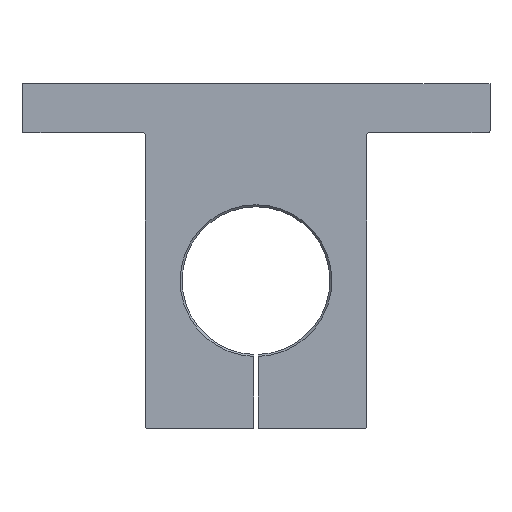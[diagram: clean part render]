
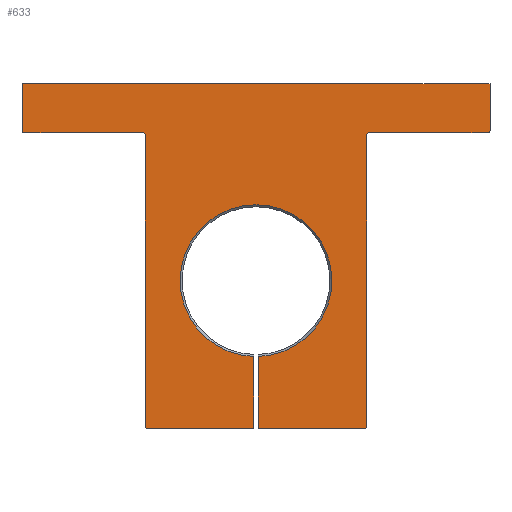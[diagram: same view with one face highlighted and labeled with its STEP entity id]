
A CAD part, front view. The second image highlights one B-rep face of the part: STEP entity #633.
In plain terms, the highlighted planar face has unit normal (0, -1, 0).
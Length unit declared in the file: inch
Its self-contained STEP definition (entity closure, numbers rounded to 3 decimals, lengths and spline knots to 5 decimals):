
#9 = DIRECTION ( 'NONE',  ( 0., 0., -1. ) ) ;
#14 = LINE ( 'NONE', #933, #463 ) ;
#15 = CARTESIAN_POINT ( 'NONE',  ( -0.025, 0., -3.5 ) ) ;
#33 = EDGE_CURVE ( 'NONE', #372, #681, #528, .T. ) ;
#40 = DIRECTION ( 'NONE',  ( 0., 0., 1. ) ) ;
#41 = CARTESIAN_POINT ( 'NONE',  ( 2.375, 0., 0. ) ) ;
#42 = EDGE_CURVE ( 'NONE', #507, #436, #851, .T. ) ;
#59 = AXIS2_PLACEMENT_3D ( 'NONE', #1032, #480, #1018 ) ;
#66 = LINE ( 'NONE', #801, #173 ) ;
#68 = VERTEX_POINT ( 'NONE', #237 ) ;
#69 = EDGE_CURVE ( 'NONE', #996, #1091, #146, .T. ) ;
#88 = EDGE_CURVE ( 'NONE', #372, #838, #172, .T. ) ;
#90 = ORIENTED_EDGE ( 'NONE', *, *, #97, .F. ) ;
#92 = ORIENTED_EDGE ( 'NONE', *, *, #272, .F. ) ;
#93 = CARTESIAN_POINT ( 'NONE',  ( -1.105, 0., -3.5 ) ) ;
#97 = EDGE_CURVE ( 'NONE', #591, #301, #889, .T. ) ;
#113 = AXIS2_PLACEMENT_3D ( 'NONE', #1166, #808, #1172 ) ;
#125 = ORIENTED_EDGE ( 'NONE', *, *, #42, .F. ) ;
#141 = ORIENTED_EDGE ( 'NONE', *, *, #69, .F. ) ;
#146 = LINE ( 'NONE', #41, #427 ) ;
#148 = ORIENTED_EDGE ( 'NONE', *, *, #318, .F. ) ;
#157 = CARTESIAN_POINT ( 'NONE',  ( -2.355, 0., -0.5 ) ) ;
#159 = CARTESIAN_POINT ( 'NONE',  ( -1.105, 0., -3.5 ) ) ;
#170 = ORIENTED_EDGE ( 'NONE', *, *, #33, .F. ) ;
#172 = CIRCLE ( 'NONE', #504, 0.77 ) ;
#173 = VECTOR ( 'NONE', #1165, 39.37008 ) ;
#189 = FACE_OUTER_BOUND ( 'NONE', #1192, .T. ) ;
#214 = VERTEX_POINT ( 'NONE', #159 ) ;
#220 = DIRECTION ( 'NONE',  ( 0., 0., 1. ) ) ;
#221 = CARTESIAN_POINT ( 'NONE',  ( 2.355, 0., -0.5 ) ) ;
#228 = CARTESIAN_POINT ( 'NONE',  ( 0., 0., -2. ) ) ;
#230 = VERTEX_POINT ( 'NONE', #830 ) ;
#232 = LINE ( 'NONE', #613, #761 ) ;
#236 = CARTESIAN_POINT ( 'NONE',  ( -1.125, 0., -3.48 ) ) ;
#237 = CARTESIAN_POINT ( 'NONE',  ( -1.125, 0., -0.52 ) ) ;
#238 = ORIENTED_EDGE ( 'NONE', *, *, #469, .F. ) ;
#241 = VECTOR ( 'NONE', #704, 39.37008 ) ;
#244 = CARTESIAN_POINT ( 'NONE',  ( -0.025, 0., 0.00004 ) ) ;
#248 = ORIENTED_EDGE ( 'NONE', *, *, #88, .T. ) ;
#249 = LINE ( 'NONE', #93, #479 ) ;
#260 = CIRCLE ( 'NONE', #1019, 0.02 ) ;
#265 = CIRCLE ( 'NONE', #1062, 0.02 ) ;
#272 = EDGE_CURVE ( 'NONE', #214, #540, #946, .T. ) ;
#294 = ORIENTED_EDGE ( 'NONE', *, *, #438, .F. ) ;
#298 = VECTOR ( 'NONE', #1066, 39.37008 ) ;
#299 = LINE ( 'NONE', #467, #998 ) ;
#301 = VERTEX_POINT ( 'NONE', #753 ) ;
#313 = DIRECTION ( 'NONE',  ( 0., -1., 0. ) ) ;
#318 = EDGE_CURVE ( 'NONE', #681, #214, #401, .T. ) ;
#319 = DIRECTION ( 'NONE',  ( 0., 0., -1. ) ) ;
#324 = CARTESIAN_POINT ( 'NONE',  ( 2.355, 0., -0.48 ) ) ;
#334 = ORIENTED_EDGE ( 'NONE', *, *, #1128, .T. ) ;
#335 = CARTESIAN_POINT ( 'NONE',  ( -1.125, 0., -0.52 ) ) ;
#347 = CARTESIAN_POINT ( 'NONE',  ( 1.145, 0., -0.5 ) ) ;
#357 = DIRECTION ( 'NONE',  ( 0., 1., 0. ) ) ;
#370 = CARTESIAN_POINT ( 'NONE',  ( -2.355, 0., -0.48 ) ) ;
#372 = VERTEX_POINT ( 'NONE', #495 ) ;
#387 = ORIENTED_EDGE ( 'NONE', *, *, #1143, .F. ) ;
#395 = DIRECTION ( 'NONE',  ( 0., 0., -1. ) ) ;
#396 = DIRECTION ( 'NONE',  ( -1., 0., 0. ) ) ;
#401 = LINE ( 'NONE', #847, #909 ) ;
#418 = ORIENTED_EDGE ( 'NONE', *, *, #607, .F. ) ;
#427 = VECTOR ( 'NONE', #1152, 39.37008 ) ;
#431 = DIRECTION ( 'NONE',  ( 0., 1., 0. ) ) ;
#435 = DIRECTION ( 'NONE',  ( 0., 1., 0. ) ) ;
#436 = VERTEX_POINT ( 'NONE', #221 ) ;
#438 = EDGE_CURVE ( 'NONE', #1187, #937, #232, .T. ) ;
#452 = EDGE_CURVE ( 'NONE', #436, #601, #66, .T. ) ;
#461 = CARTESIAN_POINT ( 'NONE',  ( 1.105, 0., -3.48 ) ) ;
#463 = VECTOR ( 'NONE', #1120, 39.37008 ) ;
#467 = CARTESIAN_POINT ( 'NONE',  ( 2.375, 0., -0.48 ) ) ;
#469 = EDGE_CURVE ( 'NONE', #68, #230, #265, .T. ) ;
#470 = ORIENTED_EDGE ( 'NONE', *, *, #584, .F. ) ;
#473 = DIRECTION ( 'NONE',  ( 0., 0., -1. ) ) ;
#479 = VECTOR ( 'NONE', #729, 39.37008 ) ;
#480 = DIRECTION ( 'NONE',  ( 0., 1., 0. ) ) ;
#495 = CARTESIAN_POINT ( 'NONE',  ( -0.025, 0., -2.76959 ) ) ;
#500 = DIRECTION ( 'NONE',  ( 0., 0., -1. ) ) ;
#504 = AXIS2_PLACEMENT_3D ( 'NONE', #228, #431, #802 ) ;
#507 = VERTEX_POINT ( 'NONE', #792 ) ;
#508 = LINE ( 'NONE', #588, #298 ) ;
#528 = LINE ( 'NONE', #244, #241 ) ;
#540 = VERTEX_POINT ( 'NONE', #236 ) ;
#556 = LINE ( 'NONE', #938, #853 ) ;
#584 = EDGE_CURVE ( 'NONE', #601, #1187, #714, .T. ) ;
#588 = CARTESIAN_POINT ( 'NONE',  ( -2.375, 0., 0. ) ) ;
#591 = VERTEX_POINT ( 'NONE', #157 ) ;
#592 = ORIENTED_EDGE ( 'NONE', *, *, #452, .F. ) ;
#601 = VERTEX_POINT ( 'NONE', #347 ) ;
#607 = EDGE_CURVE ( 'NONE', #779, #873, #249, .T. ) ;
#613 = CARTESIAN_POINT ( 'NONE',  ( 1.125, 0., -3.48 ) ) ;
#618 = EDGE_CURVE ( 'NONE', #937, #779, #260, .T. ) ;
#633 = ADVANCED_FACE ( 'NONE', ( #189 ), #662, .T. ) ;
#648 = DIRECTION ( 'NONE',  ( 0., 0., 1. ) ) ;
#662 = PLANE ( 'NONE',  #962 ) ;
#671 = EDGE_CURVE ( 'NONE', #1091, #507, #299, .T. ) ;
#681 = VERTEX_POINT ( 'NONE', #15 ) ;
#704 = DIRECTION ( 'NONE',  ( 0., 0., -1. ) ) ;
#714 = CIRCLE ( 'NONE', #793, 0.02 ) ;
#729 = DIRECTION ( 'NONE',  ( -1., 0., 0. ) ) ;
#742 = CARTESIAN_POINT ( 'NONE',  ( 1.145, 0., -0.52 ) ) ;
#753 = CARTESIAN_POINT ( 'NONE',  ( -2.375, 0., -0.48 ) ) ;
#759 = AXIS2_PLACEMENT_3D ( 'NONE', #324, #435, #319 ) ;
#761 = VECTOR ( 'NONE', #500, 39.37008 ) ;
#767 = ORIENTED_EDGE ( 'NONE', *, *, #884, .F. ) ;
#779 = VERTEX_POINT ( 'NONE', #963 ) ;
#785 = ORIENTED_EDGE ( 'NONE', *, *, #618, .F. ) ;
#792 = CARTESIAN_POINT ( 'NONE',  ( 2.375, 0., -0.48 ) ) ;
#793 = AXIS2_PLACEMENT_3D ( 'NONE', #742, #1176, #648 ) ;
#801 = CARTESIAN_POINT ( 'NONE',  ( 1.145, 0., -0.5 ) ) ;
#802 = DIRECTION ( 'NONE',  ( 0., 0., -1. ) ) ;
#805 = EDGE_CURVE ( 'NONE', #301, #996, #508, .T. ) ;
#808 = DIRECTION ( 'NONE',  ( 0., 1., 0. ) ) ;
#830 = CARTESIAN_POINT ( 'NONE',  ( -1.145, 0., -0.5 ) ) ;
#838 = VERTEX_POINT ( 'NONE', #1053 ) ;
#847 = CARTESIAN_POINT ( 'NONE',  ( -1.105, 0., -3.5 ) ) ;
#851 = CIRCLE ( 'NONE', #759, 0.02 ) ;
#853 = VECTOR ( 'NONE', #9, 39.37008 ) ;
#873 = VERTEX_POINT ( 'NONE', #876 ) ;
#876 = CARTESIAN_POINT ( 'NONE',  ( 0.025, 0., -3.5 ) ) ;
#884 = EDGE_CURVE ( 'NONE', #540, #68, #1071, .T. ) ;
#889 = CIRCLE ( 'NONE', #113, 0.02 ) ;
#909 = VECTOR ( 'NONE', #396, 39.37008 ) ;
#914 = CARTESIAN_POINT ( 'NONE',  ( -2.375, 0., 0. ) ) ;
#920 = CARTESIAN_POINT ( 'NONE',  ( 2.375, 0., 0. ) ) ;
#933 = CARTESIAN_POINT ( 'NONE',  ( -1.145, 0., -0.5 ) ) ;
#937 = VERTEX_POINT ( 'NONE', #971 ) ;
#938 = CARTESIAN_POINT ( 'NONE',  ( 0.025, 0., 0.00004 ) ) ;
#946 = CIRCLE ( 'NONE', #59, 0.02 ) ;
#947 = DIRECTION ( 'NONE',  ( 0., -1., 0. ) ) ;
#954 = ORIENTED_EDGE ( 'NONE', *, *, #805, .F. ) ;
#956 = ORIENTED_EDGE ( 'NONE', *, *, #671, .F. ) ;
#962 = AXIS2_PLACEMENT_3D ( 'NONE', #370, #947, #473 ) ;
#963 = CARTESIAN_POINT ( 'NONE',  ( 1.105, 0., -3.5 ) ) ;
#971 = CARTESIAN_POINT ( 'NONE',  ( 1.125, 0., -3.48 ) ) ;
#977 = CARTESIAN_POINT ( 'NONE',  ( -1.145, 0., -0.52 ) ) ;
#996 = VERTEX_POINT ( 'NONE', #914 ) ;
#998 = VECTOR ( 'NONE', #395, 39.37008 ) ;
#1018 = DIRECTION ( 'NONE',  ( 0., 0., 1. ) ) ;
#1019 = AXIS2_PLACEMENT_3D ( 'NONE', #461, #357, #1171 ) ;
#1032 = CARTESIAN_POINT ( 'NONE',  ( -1.105, 0., -3.48 ) ) ;
#1049 = VECTOR ( 'NONE', #220, 39.37008 ) ;
#1053 = CARTESIAN_POINT ( 'NONE',  ( 0.025, 0., -2.76959 ) ) ;
#1062 = AXIS2_PLACEMENT_3D ( 'NONE', #977, #313, #40 ) ;
#1066 = DIRECTION ( 'NONE',  ( 0., 0., 1. ) ) ;
#1071 = LINE ( 'NONE', #335, #1049 ) ;
#1091 = VERTEX_POINT ( 'NONE', #920 ) ;
#1120 = DIRECTION ( 'NONE',  ( -1., 0., 0. ) ) ;
#1124 = CARTESIAN_POINT ( 'NONE',  ( 1.125, 0., -0.52 ) ) ;
#1128 = EDGE_CURVE ( 'NONE', #838, #873, #556, .T. ) ;
#1143 = EDGE_CURVE ( 'NONE', #230, #591, #14, .T. ) ;
#1152 = DIRECTION ( 'NONE',  ( 1., 0., 0. ) ) ;
#1165 = DIRECTION ( 'NONE',  ( -1., 0., 0. ) ) ;
#1166 = CARTESIAN_POINT ( 'NONE',  ( -2.355, 0., -0.48 ) ) ;
#1171 = DIRECTION ( 'NONE',  ( 0., 0., -1. ) ) ;
#1172 = DIRECTION ( 'NONE',  ( 0., 0., -1. ) ) ;
#1176 = DIRECTION ( 'NONE',  ( 0., -1., 0. ) ) ;
#1187 = VERTEX_POINT ( 'NONE', #1124 ) ;
#1192 = EDGE_LOOP ( 'NONE', ( #170, #248, #334, #418, #785, #294, #470, #592, #125, #956, #141, #954, #90, #387, #238, #767, #92, #148 ) ) ;
